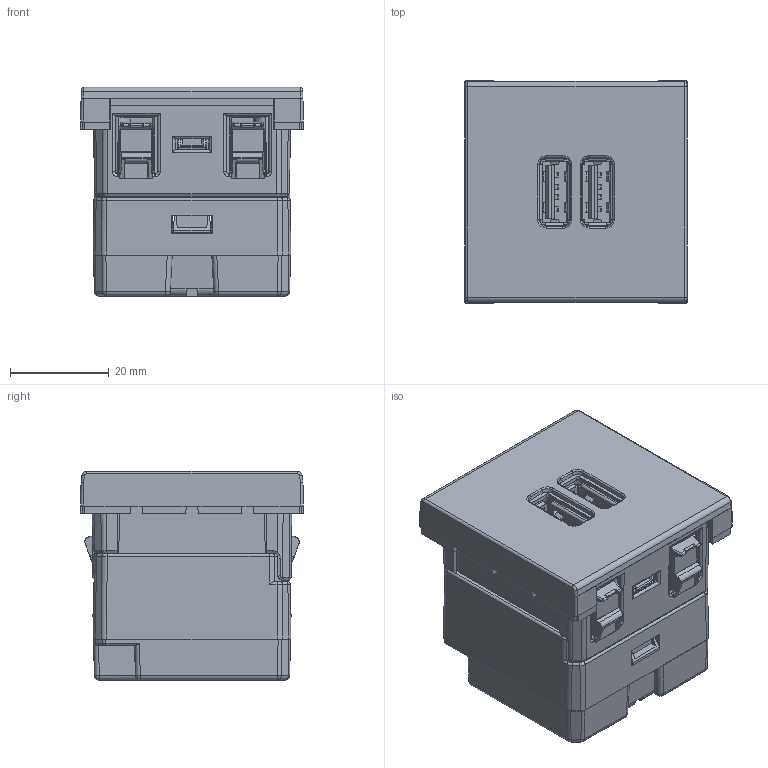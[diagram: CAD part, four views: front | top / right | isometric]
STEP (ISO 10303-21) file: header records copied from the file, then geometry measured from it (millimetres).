
FILE_DESCRIPTION(('CATIA V5 STEP Exchange','CAx-IF Rec.Pracs.--- Model Styling and Organization---1.5--- 2016-08-15','CAx-IF Rec.Pracs.---Supplemental Geometry---1.0---2011-11-01','CAx-IF Rec.Pracs.--- Composite Materials ---1.1---2010-07-15'),'2;1');
FILE_NAME('079194L.stp','2021-11-16T14:27:27+00:00',('none'),('none'),'CATIA Version 5-6 Release 2020 SP3','CATIA V5 STEP AP214 v2','none');
FILE_SCHEMA(('AUTOMOTIVE_DESIGN { 1 0 10303 214 1 1 1 1 }'));
Products named in the file (1): 079194L
Bounding box: 45.05 x 45.05 x 42.27 mm (x, y, z)
Volume: 22557.6 mm3; surface area: 40332.5 mm2
Topology: 28 solids, 28 shells, 7751 faces, 22417 edges, 14761 vertices
Faces by surface type: plane 6673, cylinder 691, bspline 171, cone 91, torus 52, sphere 43, extrusion 30
Entity records: 258084 total; most frequent: CARTESIAN_POINT 61130, ORIENTED_EDGE 44758, DIRECTION 33408, EDGE_CURVE 22379, VECTOR 18470, LINE 18440, VERTEX_POINT 14761, EDGE_LOOP 7958
